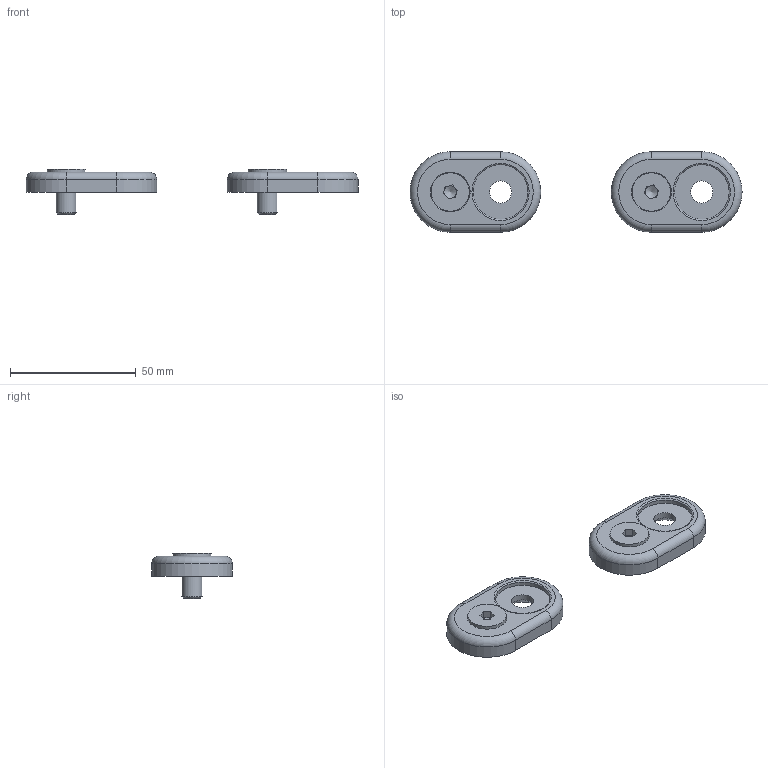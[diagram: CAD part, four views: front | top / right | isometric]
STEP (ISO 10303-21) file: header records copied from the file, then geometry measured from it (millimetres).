
FILE_DESCRIPTION(/* description */ ('STEP AP214'),/* implementation_level */ '2;1');
FILE_NAME(/* name */ '092331',/* time_stamp */ '2022-08-11T14:06:05+02:00',/* author */ ('License CC BY-ND 4.0'),/* organization */ ('CADENAS'),/* preprocessor_version */ 'ST-DEVELOPER v18.102',/* originating_system */ 'PARTsolutions',/* authorisation */ ' ');
FILE_SCHEMA (('AUTOMOTIVE_DESIGN {1 0 10303 214 3 1 1}'));
Length unit declared in the file: millimetre
Products named in the file (3): 092331; 092331-p2; 092331-p1
Assembly tree (4 placements, depth 2):
  092331
    092331-p2  x2
    092331-p1  x2
Bounding box: 132 x 32 x 18 mm (x, y, z)
Volume: 21579.1 mm3; surface area: 10050.5 mm2
Topology: 4 solids, 4 shells, 82 faces, 172 edges, 104 vertices
Faces by surface type: plane 42, cylinder 22, cone 10, torus 8
Full cylindrical faces by diameter (mm): 3.8 x4, 8 x2, 8.8 x4, 15.24 x2, 21.78 x2
Entity records: 1093 total; most frequent: DIRECTION 196, CARTESIAN_POINT 165, ORIENTED_EDGE 138, AXIS2_PLACEMENT_3D 81, EDGE_CURVE 69, FACE_BOUND 63, EDGE_LOOP 62, VERTEX_POINT 50
